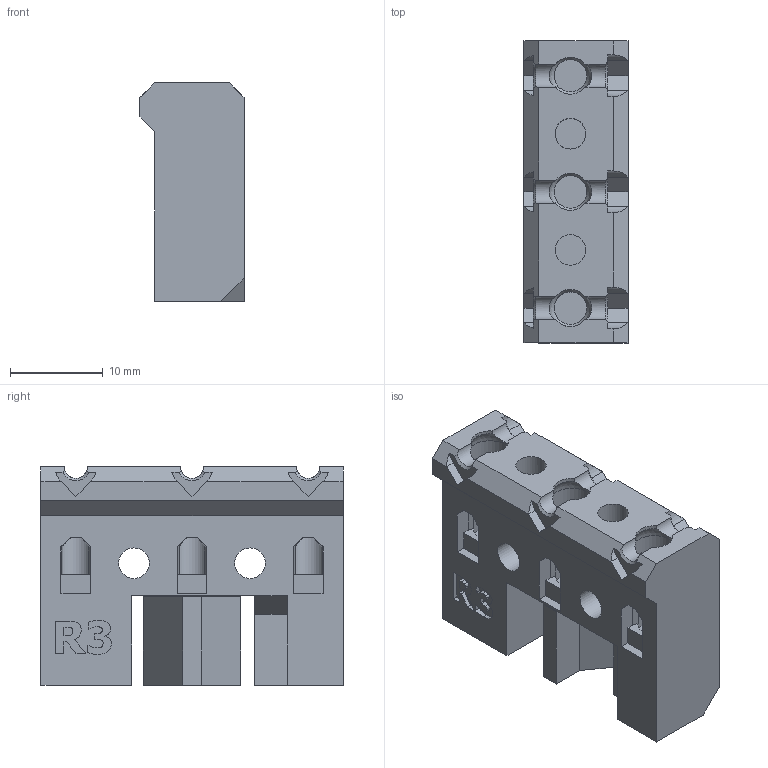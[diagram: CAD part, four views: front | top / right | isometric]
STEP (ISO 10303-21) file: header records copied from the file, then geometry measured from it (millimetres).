
FILE_DESCRIPTION(/* description */ (''),/* implementation_level */ '2;1');
FILE_NAME(/* name */ 'entry-fs-insert.stp',/* time_stamp */ '2023-12-19T11:16:37+01:00',/* author */ ('Dominik Tebich'),/* organization */ (''),/* preprocessor_version */ 'ST-DEVELOPER v19.2',/* originating_system */ 'Autodesk Inventor 2023',/* authorisation */ '');
FILE_SCHEMA (('AUTOMOTIVE_DESIGN { 1 0 10303 214 3 1 1 }'));
Length unit declared in the file: millimetre
Products named in the file (1): entry-fs-insert_R3
Bounding box: 11.2 x 32.5 x 23.5 mm (x, y, z)
Volume: 5050 mm3; surface area: 4058.2 mm2
Topology: 2 solids, 2 shells, 277 faces, 794 edges, 526 vertices
Faces by surface type: plane 199, cylinder 39, bspline 27, sphere 6, cone 6
Full cylindrical faces by diameter (mm): 3 x1, 3.3 x6, 3.5 x3, 4.6 x3
Entity records: 9336 total; most frequent: CARTESIAN_POINT 2123, ORIENTED_EDGE 1588, DIRECTION 1354, EDGE_CURVE 794, LINE 580, VECTOR 580, VERTEX_POINT 526, AXIS2_PLACEMENT_3D 387
